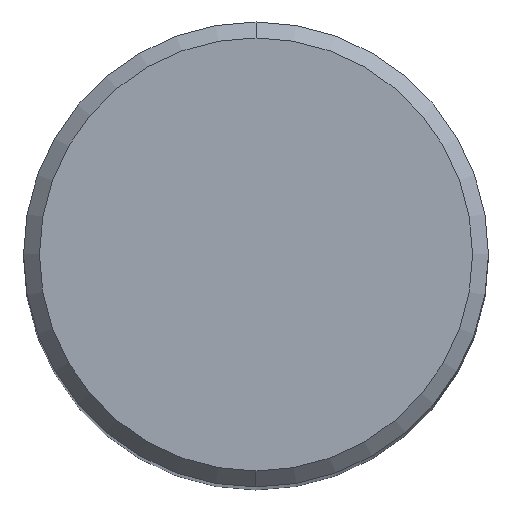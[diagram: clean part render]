
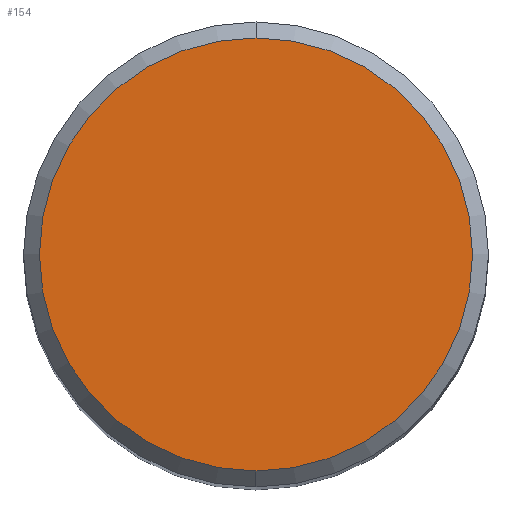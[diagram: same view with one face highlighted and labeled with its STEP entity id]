
A CAD part, top view. The second image highlights one B-rep face of the part: STEP entity #154.
In plain terms, the highlighted planar face has unit normal (0, 0, 1).
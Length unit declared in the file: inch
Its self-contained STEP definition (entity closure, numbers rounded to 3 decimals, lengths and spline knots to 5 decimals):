
#4 = DIRECTION ( 'NONE',  ( 0., 0., 1. ) ) ;
#20 = CARTESIAN_POINT ( 'NONE',  ( 0., -0.20375, 0. ) ) ;
#28 = CIRCLE ( 'NONE', #460, 0.20375 ) ;
#34 = DIRECTION ( 'NONE',  ( 0., 0., -1. ) ) ;
#78 = CARTESIAN_POINT ( 'NONE',  ( 0., 0., 0. ) ) ;
#114 = EDGE_CURVE ( 'NONE', #233, #507, #208, .T. ) ;
#122 = DIRECTION ( 'NONE',  ( 0., -1., 0. ) ) ;
#124 = CARTESIAN_POINT ( 'NONE',  ( 0., 0.20375, 0. ) ) ;
#154 = ADVANCED_FACE ( 'NONE', ( #283 ), #315, .F. ) ;
#159 = EDGE_CURVE ( 'NONE', #507, #233, #28, .T. ) ;
#180 = EDGE_LOOP ( 'NONE', ( #358, #237 ) ) ;
#206 = CARTESIAN_POINT ( 'NONE',  ( 0., 0., 0. ) ) ;
#208 = CIRCLE ( 'NONE', #469, 0.20375 ) ;
#233 = VERTEX_POINT ( 'NONE', #366 ) ;
#237 = ORIENTED_EDGE ( 'NONE', *, *, #159, .T. ) ;
#258 = AXIS2_PLACEMENT_3D ( 'NONE', #124, #34, #350 ) ;
#277 = DIRECTION ( 'NONE',  ( 0., 0., 1. ) ) ;
#283 = FACE_OUTER_BOUND ( 'NONE', #180, .T. ) ;
#315 = PLANE ( 'NONE',  #258 ) ;
#317 = DIRECTION ( 'NONE',  ( 0., -1., 0. ) ) ;
#350 = DIRECTION ( 'NONE',  ( 0., 1., 0. ) ) ;
#358 = ORIENTED_EDGE ( 'NONE', *, *, #114, .T. ) ;
#366 = CARTESIAN_POINT ( 'NONE',  ( 0., 0.20375, 0. ) ) ;
#460 = AXIS2_PLACEMENT_3D ( 'NONE', #78, #277, #122 ) ;
#469 = AXIS2_PLACEMENT_3D ( 'NONE', #206, #4, #317 ) ;
#507 = VERTEX_POINT ( 'NONE', #20 ) ;
